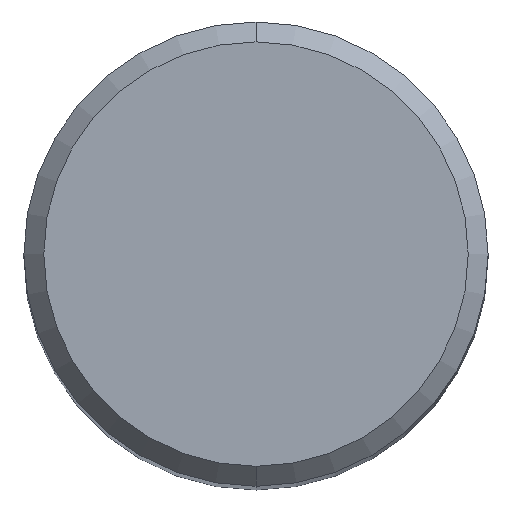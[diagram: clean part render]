
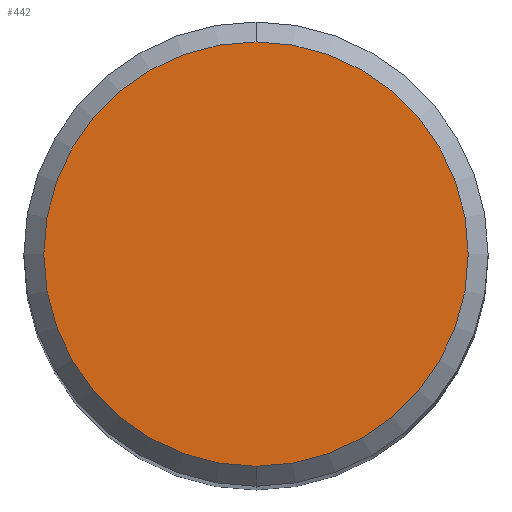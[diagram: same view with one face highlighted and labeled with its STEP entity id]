
A CAD part, top view. The second image highlights one B-rep face of the part: STEP entity #442.
In plain terms, the highlighted planar face has unit normal (0, 0, 1).
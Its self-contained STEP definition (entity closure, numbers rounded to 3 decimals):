
#182=EDGE_CURVE('',#364,#222,#484,.T.);
#190=EDGE_CURVE('',#222,#364,#494,.T.);
#222=VERTEX_POINT('',#526);
#364=VERTEX_POINT('',#685);
#442=ADVANCED_FACE('',(#770),#771,.T.);
#484=CIRCLE('',#837,6.4);
#494=CIRCLE('',#849,6.4);
#526=CARTESIAN_POINT('',(0.0,6.4,0.0));
#685=CARTESIAN_POINT('',(0.,-6.4,0.0));
#770=FACE_OUTER_BOUND('',#1462,.T.);
#771=PLANE('',#1463);
#837=AXIS2_PLACEMENT_3D('',#1494,#1495,#1496);
#849=AXIS2_PLACEMENT_3D('',#1516,#1517,#1518);
#1462=EDGE_LOOP('',(#1808,#1809));
#1463=AXIS2_PLACEMENT_3D('',#1810,#1811,#1812);
#1494=CARTESIAN_POINT('',(0.0,0.0,0.0));
#1495=DIRECTION('',(0.0,0.0,-1.0));
#1496=DIRECTION('',(0.0,1.0,0.0));
#1516=CARTESIAN_POINT('',(0.0,0.0,0.0));
#1517=DIRECTION('',(0.0,0.0,-1.0));
#1518=DIRECTION('',(0.0,1.0,0.0));
#1808=ORIENTED_EDGE('',*,*,#190,.F.);
#1809=ORIENTED_EDGE('',*,*,#182,.F.);
#1810=CARTESIAN_POINT('',(0.0,3.2,0.0));
#1811=DIRECTION('',(-0.0,0.0,1.0));
#1812=DIRECTION('',(0.0,-1.0,0.0));
